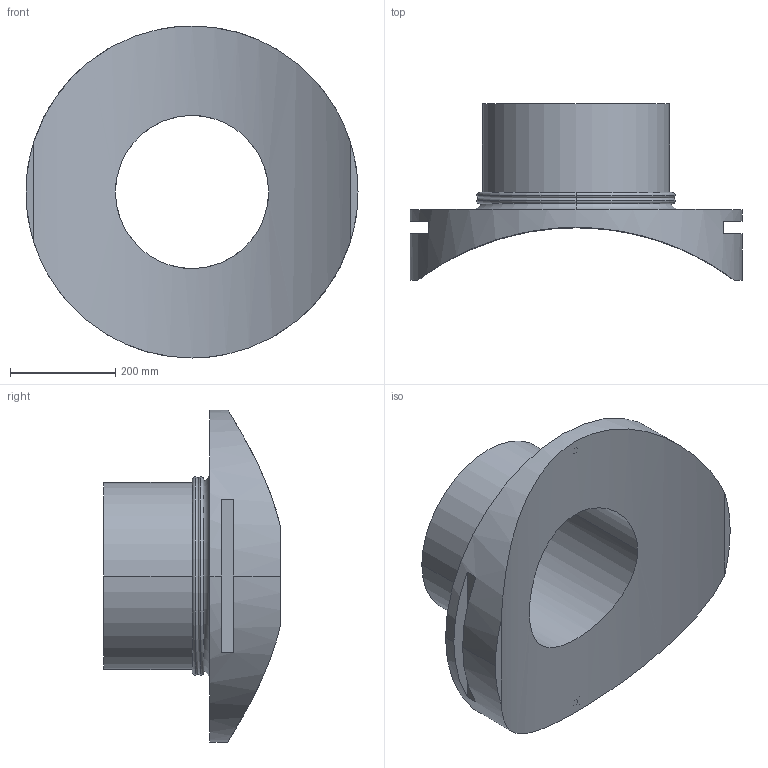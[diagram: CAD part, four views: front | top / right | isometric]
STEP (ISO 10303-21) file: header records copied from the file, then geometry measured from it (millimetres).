
FILE_DESCRIPTION( ( '' ), '1' );
FILE_NAME( 'AGRU_25289103511_PE_100_schwarz_Stutzenschelle_System_Topload_1000_355_SDR11_ISO_S-5_05.stp', '2017-12-13T08:14:45', ( '' ), ( '' ), ' ', ' ', ' ' );
FILE_SCHEMA( ( 'automotive_design' ) );
Length unit declared in the file: millimetre
Products named in the file (1): 1
Bounding box: 630 x 335 x 630 mm (x, y, z)
Volume: 22655102.4 mm3; surface area: 1191275.3 mm2
Topology: 1 solids, 1 shells, 45 faces, 104 edges, 68 vertices
Faces by surface type: cylinder 19, plane 16, torus 10
Entity records: 2812 total; most frequent: CARTESIAN_POINT 480, DIRECTION 258, STYLED_ITEM 218, PRESENTATION_STYLE_ASSIGNMENT 218, COLOUR_RGB 218, ORIENTED_EDGE 208, AXIS2_PLACEMENT_3D 114, EDGE_CURVE 104
